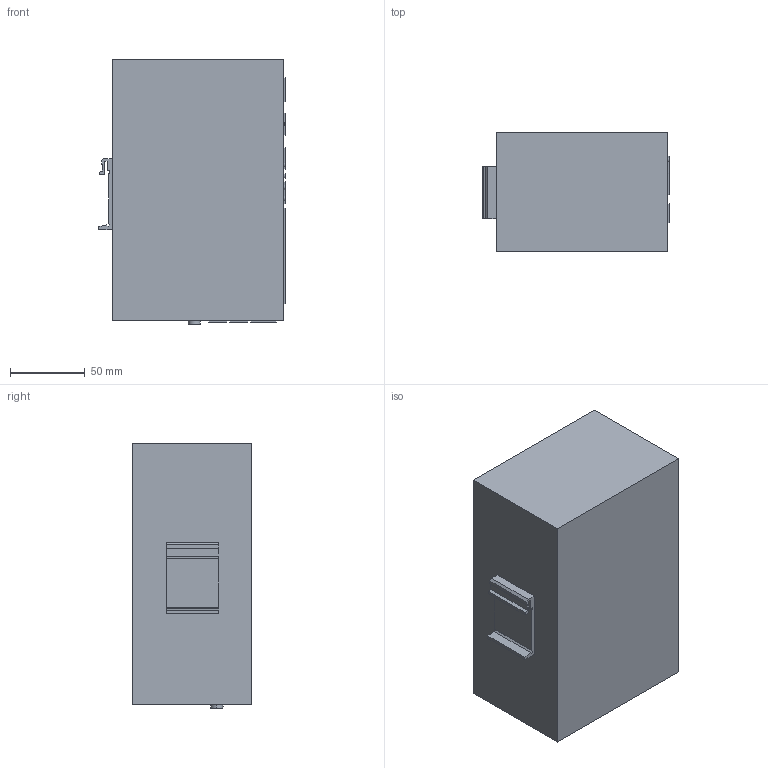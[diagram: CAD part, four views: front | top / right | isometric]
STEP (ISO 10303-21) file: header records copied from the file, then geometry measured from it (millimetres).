
FILE_DESCRIPTION (( 'STEP AP203' ), '1' );
FILE_NAME ('MES3510P.STEP', '2022-09-22T08:33:59', ( '' ), ( '' ), 'SwSTEP 2.0', 'SolidWorks 2021', '' );
FILE_SCHEMA (( 'CONFIG_CONTROL_DESIGN' ));
Length unit declared in the file: millimetre
Products named in the file (1): MES3510P
Bounding box: 125 x 80 x 177.5 mm (x, y, z)
Volume: 1616845.3 mm3; surface area: 90187.6 mm2
Topology: 1 solids, 1 shells, 298 faces, 768 edges, 512 vertices
Faces by surface type: plane 247, cylinder 51
Entity records: 9051 total; most frequent: CARTESIAN_POINT 1579, ORIENTED_EDGE 1536, DIRECTION 1468, EDGE_CURVE 768, VECTOR 666, LINE 666, VERTEX_POINT 512, AXIS2_PLACEMENT_3D 401
